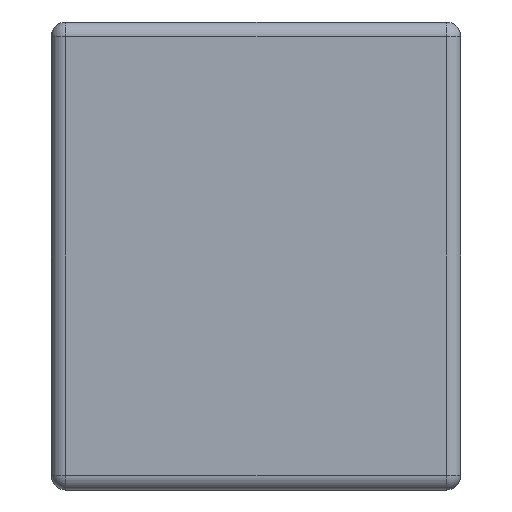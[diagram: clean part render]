
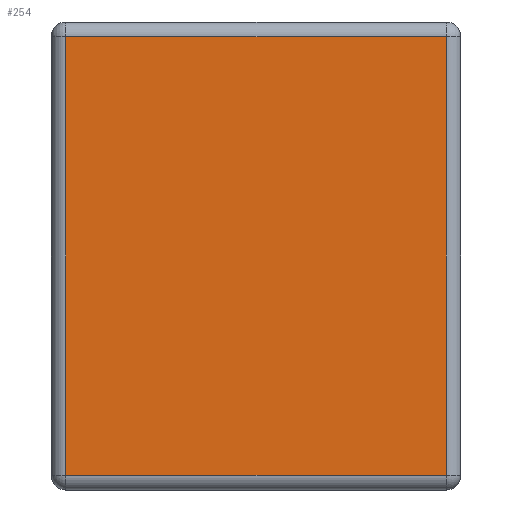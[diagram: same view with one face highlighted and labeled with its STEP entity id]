
A CAD part, left-side view. The second image highlights one B-rep face of the part: STEP entity #254.
In plain terms, the highlighted planar face has unit normal (-1, 0, 0).
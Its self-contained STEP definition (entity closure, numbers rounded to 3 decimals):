
#240 = EDGE_CURVE ( 'NONE', #265, #258, #1156, .T. ) ;
#254 = ADVANCED_FACE ( 'NONE', ( #1217 ), #1202, .F. ) ;
#255 = EDGE_LOOP ( 'NONE', ( #256, #260, #263, #266 ) ) ;
#256 = ORIENTED_EDGE ( 'NONE', *, *, #257, .T. ) ;
#257 = EDGE_CURVE ( 'NONE', #258, #259, #1197, .T. ) ;
#258 = VERTEX_POINT ( 'NONE', #1254 ) ;
#259 = VERTEX_POINT ( 'NONE', #1253 ) ;
#260 = ORIENTED_EDGE ( 'NONE', *, *, #261, .T. ) ;
#261 = EDGE_CURVE ( 'NONE', #259, #262, #1252, .T. ) ;
#262 = VERTEX_POINT ( 'NONE', #1248 ) ;
#263 = ORIENTED_EDGE ( 'NONE', *, *, #264, .T. ) ;
#264 = EDGE_CURVE ( 'NONE', #262, #265, #1247, .T. ) ;
#265 = VERTEX_POINT ( 'NONE', #1243 ) ;
#266 = ORIENTED_EDGE ( 'NONE', *, *, #240, .T. ) ;
#1152 = DIRECTION ( 'NONE',  ( 0., 0., 1. ) ) ;
#1153 = VECTOR ( 'NONE', #1152, 1000. ) ;
#1154 = CARTESIAN_POINT ( 'NONE',  ( -1.6, 0.05, 0.8 ) ) ;
#1156 = LINE ( 'NONE', #1154, #1153 ) ;
#1197 = LINE ( 'NONE', #1257, #1256 ) ;
#1198 = DIRECTION ( 'NONE',  ( 0., 0., -1. ) ) ;
#1199 = DIRECTION ( 'NONE',  ( 1., 0., 0. ) ) ;
#1200 = CARTESIAN_POINT ( 'NONE',  ( -1.6, 1.4, 0.8 ) ) ;
#1201 = AXIS2_PLACEMENT_3D ( 'NONE', #1200, #1199, #1198 ) ;
#1202 = PLANE ( 'NONE',  #1201 ) ;
#1217 = FACE_OUTER_BOUND ( 'NONE', #255, .T. ) ;
#1243 = CARTESIAN_POINT ( 'NONE',  ( -1.6, 0.05, -0.75 ) ) ;
#1244 = DIRECTION ( 'NONE',  ( 0., -1., 0. ) ) ;
#1245 = VECTOR ( 'NONE', #1244, 1000. ) ;
#1246 = CARTESIAN_POINT ( 'NONE',  ( -1.6, 1.4, -0.75 ) ) ;
#1247 = LINE ( 'NONE', #1246, #1245 ) ;
#1248 = CARTESIAN_POINT ( 'NONE',  ( -1.6, 1.35, -0.75 ) ) ;
#1249 = DIRECTION ( 'NONE',  ( 0., 0., -1. ) ) ;
#1250 = VECTOR ( 'NONE', #1249, 1000. ) ;
#1251 = CARTESIAN_POINT ( 'NONE',  ( -1.6, 1.35, 0.8 ) ) ;
#1252 = LINE ( 'NONE', #1251, #1250 ) ;
#1253 = CARTESIAN_POINT ( 'NONE',  ( -1.6, 1.35, 0.75 ) ) ;
#1254 = CARTESIAN_POINT ( 'NONE',  ( -1.6, 0.05, 0.75 ) ) ;
#1255 = DIRECTION ( 'NONE',  ( 0., 1., 0. ) ) ;
#1256 = VECTOR ( 'NONE', #1255, 1000. ) ;
#1257 = CARTESIAN_POINT ( 'NONE',  ( -1.6, 1.4, 0.75 ) ) ;
